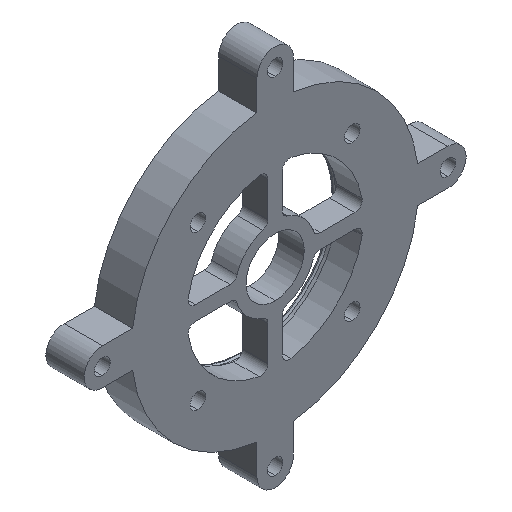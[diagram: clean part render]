
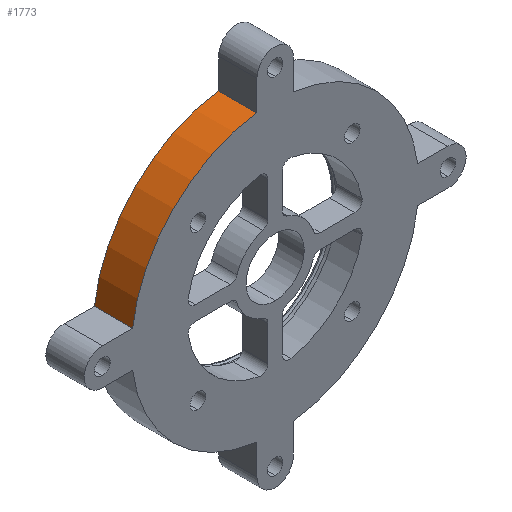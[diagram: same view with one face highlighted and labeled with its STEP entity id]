
A CAD part, isometric view. The second image highlights one B-rep face of the part: STEP entity #1773.
In plain terms, the highlighted cylindrical face has radius 39.5 mm (diameter 79 mm), a partial arc.
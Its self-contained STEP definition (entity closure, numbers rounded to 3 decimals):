
#47 = VERTEX_POINT ( 'NONE', #1486 ) ;
#86 = CARTESIAN_POINT ( 'NONE',  ( -5., -1.048, 39.182 ) ) ;
#199 = CARTESIAN_POINT ( 'NONE',  ( -5., 15.606, 39.182 ) ) ;
#213 = VERTEX_POINT ( 'NONE', #86 ) ;
#230 = CIRCLE ( 'NONE', #637, 39.5 ) ;
#302 = DIRECTION ( 'NONE',  ( 0., -1., 0. ) ) ;
#318 = EDGE_CURVE ( 'NONE', #2752, #1171, #763, .T. ) ;
#375 = VECTOR ( 'NONE', #1498, 1000. ) ;
#527 = DIRECTION ( 'NONE',  ( 0., 0., -1. ) ) ;
#529 = CARTESIAN_POINT ( 'NONE',  ( 0., -11.555, 0. ) ) ;
#637 = AXIS2_PLACEMENT_3D ( 'NONE', #2234, #302, #527 ) ;
#763 = CIRCLE ( 'NONE', #1122, 39.5 ) ;
#793 = DIRECTION ( 'NONE',  ( 0., 0., -1. ) ) ;
#804 = CARTESIAN_POINT ( 'NONE',  ( -39.182, -11.555, 5. ) ) ;
#829 = ORIENTED_EDGE ( 'NONE', *, *, #2565, .F. ) ;
#845 = LINE ( 'NONE', #859, #375 ) ;
#859 = CARTESIAN_POINT ( 'NONE',  ( -39.182, 15.606, 5. ) ) ;
#906 = CARTESIAN_POINT ( 'NONE',  ( -5., -11.555, 39.182 ) ) ;
#909 = ORIENTED_EDGE ( 'NONE', *, *, #1964, .T. ) ;
#989 = EDGE_CURVE ( 'NONE', #47, #1171, #845, .T. ) ;
#1039 = CYLINDRICAL_SURFACE ( 'NONE', #1632, 39.5 ) ;
#1122 = AXIS2_PLACEMENT_3D ( 'NONE', #529, #1659, #793 ) ;
#1171 = VERTEX_POINT ( 'NONE', #804 ) ;
#1253 = FACE_OUTER_BOUND ( 'NONE', #1739, .T. ) ;
#1324 = ORIENTED_EDGE ( 'NONE', *, *, #318, .F. ) ;
#1486 = CARTESIAN_POINT ( 'NONE',  ( -39.182, -1.048, 5. ) ) ;
#1498 = DIRECTION ( 'NONE',  ( 0., -1., 0. ) ) ;
#1632 = AXIS2_PLACEMENT_3D ( 'NONE', #2307, #1672, #2046 ) ;
#1659 = DIRECTION ( 'NONE',  ( 0., -1., 0. ) ) ;
#1672 = DIRECTION ( 'NONE',  ( 0., -1., 0. ) ) ;
#1688 = LINE ( 'NONE', #199, #2488 ) ;
#1739 = EDGE_LOOP ( 'NONE', ( #1977, #1324, #829, #909 ) ) ;
#1773 = ADVANCED_FACE ( 'NONE', ( #1253 ), #1039, .T. ) ;
#1964 = EDGE_CURVE ( 'NONE', #213, #47, #230, .T. ) ;
#1977 = ORIENTED_EDGE ( 'NONE', *, *, #989, .T. ) ;
#2046 = DIRECTION ( 'NONE',  ( 0., 0., -1. ) ) ;
#2234 = CARTESIAN_POINT ( 'NONE',  ( 0., -1.048, 0. ) ) ;
#2307 = CARTESIAN_POINT ( 'NONE',  ( 0., -1000., 0. ) ) ;
#2488 = VECTOR ( 'NONE', #2540, 1000. ) ;
#2540 = DIRECTION ( 'NONE',  ( 0., -1., 0. ) ) ;
#2565 = EDGE_CURVE ( 'NONE', #213, #2752, #1688, .T. ) ;
#2752 = VERTEX_POINT ( 'NONE', #906 ) ;
